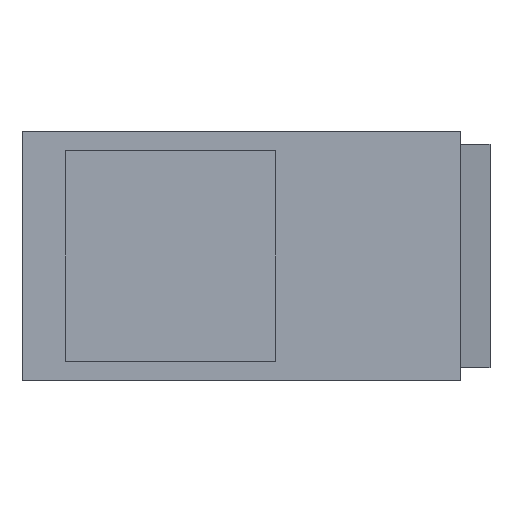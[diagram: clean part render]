
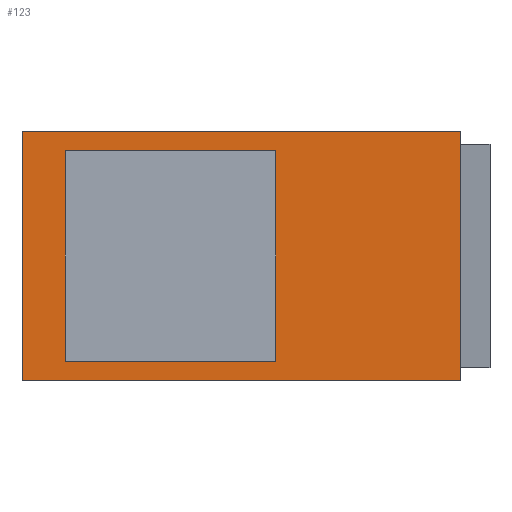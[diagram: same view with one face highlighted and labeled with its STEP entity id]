
A CAD part, front view. The second image highlights one B-rep face of the part: STEP entity #123.
In plain terms, the highlighted planar face has unit normal (0, -1, 0).
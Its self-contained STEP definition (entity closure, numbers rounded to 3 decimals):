
#123 = ADVANCED_FACE( '', ( #289, #290 ), #291, .F. );
#289 = FACE_BOUND( '', #502, .T. );
#290 = FACE_OUTER_BOUND( '', #503, .T. );
#291 = PLANE( '', #504 );
#502 = EDGE_LOOP( '', ( #814, #815, #816, #817 ) );
#503 = EDGE_LOOP( '', ( #818, #819, #820, #821 ) );
#504 = AXIS2_PLACEMENT_3D( '', #822, #823, #824 );
#814 = ORIENTED_EDGE( '', *, *, #1237, .F. );
#815 = ORIENTED_EDGE( '', *, *, #1256, .T. );
#816 = ORIENTED_EDGE( '', *, *, #1247, .F. );
#817 = ORIENTED_EDGE( '', *, *, #1286, .F. );
#818 = ORIENTED_EDGE( '', *, *, #1287, .T. );
#819 = ORIENTED_EDGE( '', *, *, #1288, .F. );
#820 = ORIENTED_EDGE( '', *, *, #1289, .F. );
#821 = ORIENTED_EDGE( '', *, *, #1252, .T. );
#822 = CARTESIAN_POINT( '', ( -16.95, 0., 14.2 ) );
#823 = DIRECTION( '', ( 0., 1., 0. ) );
#824 = DIRECTION( '', ( 0., 0., 1. ) );
#1237 = EDGE_CURVE( '', #1475, #1478, #1479, .T. );
#1247 = EDGE_CURVE( '', #1494, #1496, #1497, .T. );
#1252 = EDGE_CURVE( '', #1505, #1503, #1506, .T. );
#1256 = EDGE_CURVE( '', #1475, #1496, #1511, .T. );
#1286 = EDGE_CURVE( '', #1478, #1494, #1557, .T. );
#1287 = EDGE_CURVE( '', #1503, #1558, #1559, .T. );
#1288 = EDGE_CURVE( '', #1560, #1558, #1561, .T. );
#1289 = EDGE_CURVE( '', #1505, #1560, #1562, .T. );
#1475 = VERTEX_POINT( '', #1811 );
#1478 = VERTEX_POINT( '', #1815 );
#1479 = LINE( '', #1816, #1817 );
#1494 = VERTEX_POINT( '', #1838 );
#1496 = VERTEX_POINT( '', #1841 );
#1497 = LINE( '', #1842, #1843 );
#1503 = VERTEX_POINT( '', #1851 );
#1505 = VERTEX_POINT( '', #1854 );
#1506 = LINE( '', #1855, #1856 );
#1511 = LINE( '', #1863, #1864 );
#1557 = LINE( '', #1927, #1928 );
#1558 = VERTEX_POINT( '', #1929 );
#1559 = LINE( '', #1930, #1931 );
#1560 = VERTEX_POINT( '', #1932 );
#1561 = LINE( '', #1933, #1934 );
#1562 = LINE( '', #1935, #1936 );
#1811 = CARTESIAN_POINT( '', ( 12., 0., 8. ) );
#1815 = CARTESIAN_POINT( '', ( -12., 0., 8. ) );
#1816 = CARTESIAN_POINT( '', ( -16.95, 0., 8. ) );
#1817 = VECTOR( '', #2269, 1000. );
#1838 = CARTESIAN_POINT( '', ( -12., 0., -8. ) );
#1841 = CARTESIAN_POINT( '', ( 12., 0., -8. ) );
#1842 = CARTESIAN_POINT( '', ( -16.95, 0., -8. ) );
#1843 = VECTOR( '', #2277, 1000. );
#1851 = CARTESIAN_POINT( '', ( -16.95, 0., -14.2 ) );
#1854 = CARTESIAN_POINT( '', ( -16.95, 0., 14.2 ) );
#1855 = CARTESIAN_POINT( '', ( -16.95, 0., 14.2 ) );
#1856 = VECTOR( '', #2281, 1000. );
#1863 = CARTESIAN_POINT( '', ( 12., 0., 14.2 ) );
#1864 = VECTOR( '', #2284, 1000. );
#1927 = CARTESIAN_POINT( '', ( -12., 0., 14.2 ) );
#1928 = VECTOR( '', #2317, 1000. );
#1929 = CARTESIAN_POINT( '', ( 33.05, 0., -14.2 ) );
#1930 = CARTESIAN_POINT( '', ( -16.95, 0., -14.2 ) );
#1931 = VECTOR( '', #2318, 1000. );
#1932 = CARTESIAN_POINT( '', ( 33.05, 0., 14.2 ) );
#1933 = CARTESIAN_POINT( '', ( 33.05, 0., 14.2 ) );
#1934 = VECTOR( '', #2319, 1000. );
#1935 = CARTESIAN_POINT( '', ( -16.95, 0., 14.2 ) );
#1936 = VECTOR( '', #2320, 1000. );
#2269 = DIRECTION( '', ( -1., 0., 0. ) );
#2277 = DIRECTION( '', ( 1., 0., 0. ) );
#2281 = DIRECTION( '', ( 0., 0., -1. ) );
#2284 = DIRECTION( '', ( 0., 0., -1. ) );
#2317 = DIRECTION( '', ( 0., 0., -1. ) );
#2318 = DIRECTION( '', ( 1., 0., 0. ) );
#2319 = DIRECTION( '', ( 0., 0., -1. ) );
#2320 = DIRECTION( '', ( 1., 0., 0. ) );
